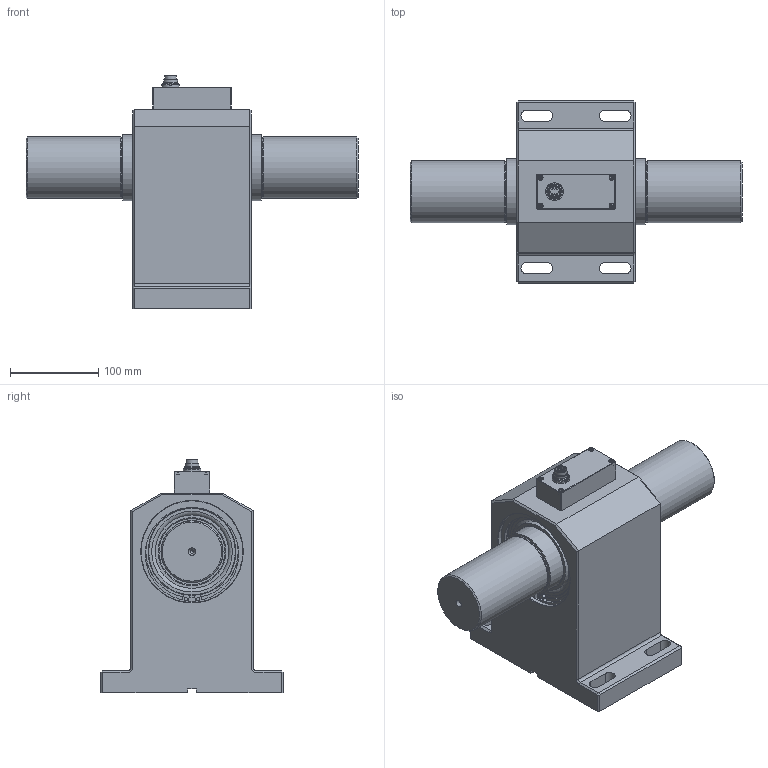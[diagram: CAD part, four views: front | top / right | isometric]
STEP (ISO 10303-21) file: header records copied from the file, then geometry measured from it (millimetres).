
FILE_DESCRIPTION( ( 'Unknown' ), '1' );
FILE_NAME( 'Dr2531-2000_200-5000_500Nm.stp', 'Unknown', ( 'Unknown' ), ( 'Unknown' ), 'PSStep 17.0.49', 'Unknown', ' ' );
FILE_SCHEMA( ( 'AUTOMOTIVE_DESIGN { 1 0 10303 214 1 1 1 1 }' ) );
Length unit declared in the file: millimetre
Products named in the file (27): 2306-b01_doc-00051358; 2306-001_doc-00047995; DIN 625-T1-6015-2RS_75x115x20; Sicherungsring DIN 472-115x4-T1; Sicherungsring DIN 472-115x4-T1-oa0; 2247-b05_doc-00045639; 2247-003_doc-00016120; Zylinderschraube DIN 912-M3x25; Zylinderschraube DIN 912-M3x25-oa1; Zylinderschraube DIN 912-M3x25-oa2; Zylinderschraube DIN 912-M3x25-oa3; 2363-B01_DOC-00073224; 2300-001_doc-00047966; DIN 625-T1-6015-2Z_75x115x20; Assem1; flanschstecker 12-polig serie 723; mutter_09-0323-89-06_DOC-00067592
Assembly tree (26 placements, depth 3):
  Assem1
    flanschstecker 12-polig serie 723
    mutter_09-0323-89-06_DOC-00067592
    2363-B01_DOC-00073224
      2300-001_doc-00047966
      DIN 625-T1-6015-2Z_75x115x20
      DIN 625-T1-6015-2Z_75x115x20
      DIN 625-T1-6015-2Z_75x115x20
      DIN 625-T1-6015-2Z_75x115x20
      DIN 625-T1-6015-2Z_75x115x20
    2306-b01_doc-00051358
      2306-001_doc-00047995
      DIN 625-T1-6015-2RS_75x115x20
      DIN 625-T1-6015-2RS_75x115x20
      DIN 625-T1-6015-2RS_75x115x20
      DIN 625-T1-6015-2RS_75x115x20
      DIN 625-T1-6015-2RS_75x115x20
      DIN 625-T1-6015-2RS_75x115x20
      DIN 625-T1-6015-2RS_75x115x20
      Sicherungsring DIN 472-115x4-T1
      Sicherungsring DIN 472-115x4-T1-oa0
    2247-b05_doc-00045639
      2247-003_doc-00016120
      Zylinderschraube DIN 912-M3x25
      Zylinderschraube DIN 912-M3x25-oa1
      Zylinderschraube DIN 912-M3x25-oa2
      Zylinderschraube DIN 912-M3x25-oa3
Bounding box: 377 x 207 x 264.7 mm (x, y, z)
Volume: 4637717.9 mm3; surface area: 493574.5 mm2
Topology: 23 solids, 25 shells, 435 faces, 902 edges, 580 vertices
Faces by surface type: plane 222, cylinder 145, cone 46, torus 22
Full cylindrical faces by diameter (mm): 1 x24, 2.387 x4, 2.459 x4, 3 x8, 3.4 x4, 3.5 x4, 4 x2, 5.5 x4, 6 x4, 12 x1, 13.5 x1, 15 x1, 15.875 x1, 17.188 x1, 17.462 x1, 17.8 x1, 20 x2, 21 x1, 69.4 x2, 70 x2, 75 x3, 83.3 x4, 83.32 x2, 91.63 x4, 99.75 x4, 104.86 x2, 104.88 x4, 104.98 x4, 105 x4, 115 x3
Entity records: 14430 total; most frequent: DIRECTION 1936, CARTESIAN_POINT 1847, ORIENTED_EDGE 1360, AXIS2_PLACEMENT_3D 819, EDGE_LOOP 720, EDGE_CURVE 680, FACE_OUTER_BOUND 559, VERTEX_POINT 546
